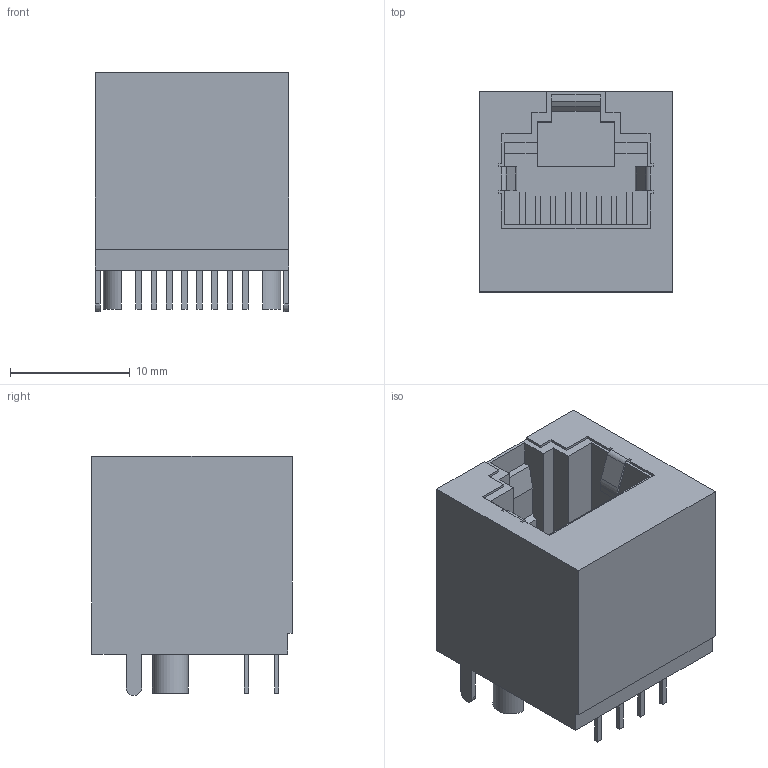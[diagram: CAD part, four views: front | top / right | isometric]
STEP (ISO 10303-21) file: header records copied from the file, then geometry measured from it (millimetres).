
FILE_DESCRIPTION((''),'2;1');
FILE_NAME('C-3-1734577-1','2011-07-11T',('workeradm'),(''),'PRO/ENGINEER BY PARAMETRIC TECHNOLOGY CORPORATION, 2010430','PRO/ENGINEER BY PARAMETRIC TECHNOLOGY CORPORATION, 2010430','');
FILE_SCHEMA(('AUTOMOTIVE_DESIGN { 1 0 10303 214 1 1 1 1 }'));
Length unit declared in the file: millimetre
Products named in the file (1): C-3-1734577-1
Bounding box: 16.15 x 16.7 x 19.95 mm (x, y, z)
Volume: 3223.2 mm3; surface area: 2433.2 mm2
Topology: 1 solids, 1 shells, 161 faces, 447 edges, 298 vertices
Faces by surface type: plane 151, cylinder 10
Entity records: 5282 total; most frequent: CARTESIAN_POINT 908, ORIENTED_EDGE 894, DIRECTION 789, EDGE_CURVE 447, VECTOR 427, LINE 427, VERTEX_POINT 298, EDGE_LOOP 187
